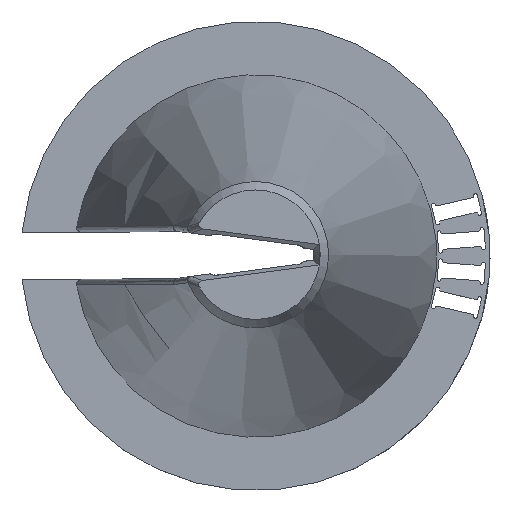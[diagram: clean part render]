
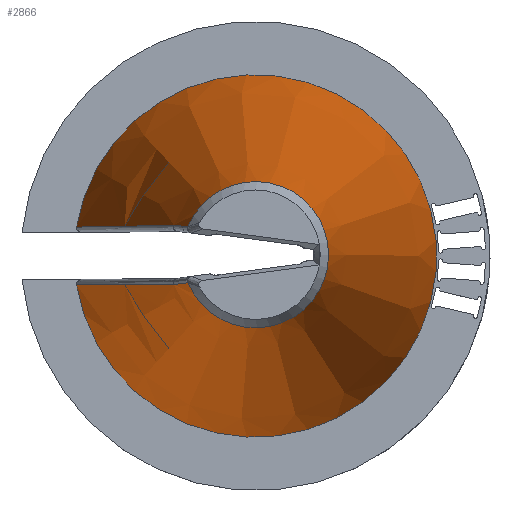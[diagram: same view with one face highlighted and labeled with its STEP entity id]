
A CAD part, top view. The second image highlights one B-rep face of the part: STEP entity #2866.
In plain terms, the highlighted conical face has half-angle 8.531 degrees and reference radius 24.765 mm.
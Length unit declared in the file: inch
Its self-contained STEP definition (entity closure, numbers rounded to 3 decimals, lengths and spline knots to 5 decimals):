
#21=CONICAL_SURFACE('',#3032,0.975,0.149);
#488=FACE_OUTER_BOUND('',#640,.T.);
#640=EDGE_LOOP('',(#2048,#2049,#2050,#2051,#2052,#2053));
#786=CIRCLE('',#3031,0.38983);
#787=CIRCLE('',#3033,0.96563);
#866=B_SPLINE_CURVE_WITH_KNOTS('',3,(#4174,#4175,#4176,#4177),
 .UNSPECIFIED.,.F.,.F.,(4,4),(-1.22767,0.02783),
 .UNSPECIFIED.);
#872=B_SPLINE_CURVE_WITH_KNOTS('',3,(#4284,#4285,#4286,#4287,#4288),
 .UNSPECIFIED.,.F.,.F.,(4,1,4),(-9.9314,-6.24152,-1.32142),
 .UNSPECIFIED.);
#877=B_SPLINE_CURVE_WITH_KNOTS('',3,(#4370,#4371,#4372,#4373),
 .UNSPECIFIED.,.F.,.F.,(4,4),(-0.02783,1.22767),
 .UNSPECIFIED.);
#878=B_SPLINE_CURVE_WITH_KNOTS('',3,(#4377,#4378,#4379,#4380,#4381),
 .UNSPECIFIED.,.F.,.F.,(4,1,4),(-8.82568,-3.9056,-0.2157),
 .UNSPECIFIED.);
#1181=VERTEX_POINT('',#4090);
#1182=VERTEX_POINT('',#4095);
#1185=VERTEX_POINT('',#4173);
#1189=VERTEX_POINT('',#4251);
#1190=VERTEX_POINT('',#4283);
#1193=VERTEX_POINT('',#4375);
#1518=EDGE_CURVE('',#1181,#1182,#786,.T.);
#1523=EDGE_CURVE('',#1182,#1185,#866,.T.);
#1529=EDGE_CURVE('',#1189,#1190,#872,.T.);
#1534=EDGE_CURVE('',#1190,#1181,#877,.T.);
#1535=EDGE_CURVE('',#1193,#1189,#787,.T.);
#1536=EDGE_CURVE('',#1185,#1193,#878,.T.);
#2048=ORIENTED_EDGE('',*,*,#1534,.F.);
#2049=ORIENTED_EDGE('',*,*,#1529,.F.);
#2050=ORIENTED_EDGE('',*,*,#1535,.F.);
#2051=ORIENTED_EDGE('',*,*,#1536,.F.);
#2052=ORIENTED_EDGE('',*,*,#1523,.F.);
#2053=ORIENTED_EDGE('',*,*,#1518,.F.);
#2866=ADVANCED_FACE('',(#488),#21,.T.);
#3031=AXIS2_PLACEMENT_3D('',#4096,#3120,#3121);
#3032=AXIS2_PLACEMENT_3D('',#4374,#3122,#3123);
#3033=AXIS2_PLACEMENT_3D('',#4376,#3124,#3125);
#3120=DIRECTION('center_axis',(0.,0.,1.));
#3121=DIRECTION('ref_axis',(1.,0.,0.));
#3122=DIRECTION('center_axis',(0.,0.,-1.));
#3123=DIRECTION('ref_axis',(1.,0.,0.));
#3124=DIRECTION('center_axis',(0.,0.,-1.));
#3125=DIRECTION('ref_axis',(1.,0.,0.));
#4090=CARTESIAN_POINT('',(-0.36003,-0.14949,3.90111));
#4095=CARTESIAN_POINT('',(-0.36003,0.14949,3.90111));
#4096=CARTESIAN_POINT('Origin',(0.,0.,3.90111));
#4173=CARTESIAN_POINT('',(-0.43516,0.15846,3.4126));
#4174=CARTESIAN_POINT('Ctrl Pts',(-0.36003,0.14949,
3.90111));
#4175=CARTESIAN_POINT('Ctrl Pts',(-0.38525,0.15243,
3.73829));
#4176=CARTESIAN_POINT('Ctrl Pts',(-0.41026,0.15543,
3.57545));
#4177=CARTESIAN_POINT('Ctrl Pts',(-0.43516,0.15846,
3.4126));
#4251=CARTESIAN_POINT('',(-0.95328,-0.15394,0.0625));
#4283=CARTESIAN_POINT('',(-0.43516,-0.15846,3.4126));
#4284=CARTESIAN_POINT('Ctrl Pts',(-0.95328,-0.15394,
0.0625));
#4285=CARTESIAN_POINT('Ctrl Pts',(-0.88049,-0.15424,
0.54124));
#4286=CARTESIAN_POINT('Ctrl Pts',(-0.70989,-0.15515,
1.65824));
#4287=CARTESIAN_POINT('Ctrl Pts',(-0.53761,-0.15661,
2.77499));
#4288=CARTESIAN_POINT('Ctrl Pts',(-0.43516,-0.15846,
3.4126));
#4370=CARTESIAN_POINT('Ctrl Pts',(-0.43516,-0.15846,
3.4126));
#4371=CARTESIAN_POINT('Ctrl Pts',(-0.41026,-0.15543,
3.57545));
#4372=CARTESIAN_POINT('Ctrl Pts',(-0.38525,-0.15243,
3.73829));
#4373=CARTESIAN_POINT('Ctrl Pts',(-0.36003,-0.14949,
3.90111));
#4374=CARTESIAN_POINT('Origin',(0.,0.,0.));
#4375=CARTESIAN_POINT('',(-0.95328,0.15394,0.0625));
#4376=CARTESIAN_POINT('Origin',(0.,0.,0.0625));
#4377=CARTESIAN_POINT('Ctrl Pts',(-0.43516,0.15846,
3.4126));
#4378=CARTESIAN_POINT('Ctrl Pts',(-0.53761,0.15661,2.77499));
#4379=CARTESIAN_POINT('Ctrl Pts',(-0.70989,0.15515,
1.65824));
#4380=CARTESIAN_POINT('Ctrl Pts',(-0.88048,0.15424,
0.54124));
#4381=CARTESIAN_POINT('Ctrl Pts',(-0.95328,0.15394,
0.0625));
